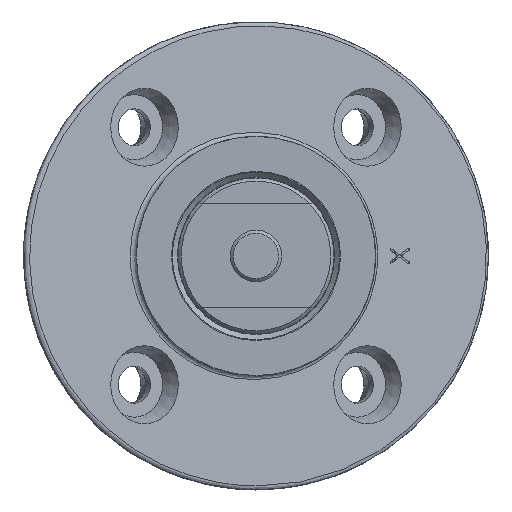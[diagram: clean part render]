
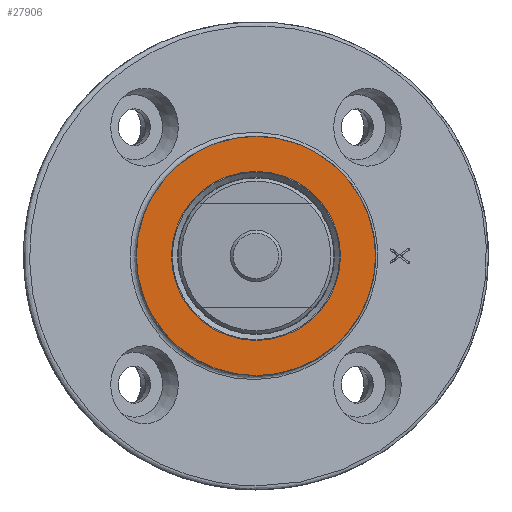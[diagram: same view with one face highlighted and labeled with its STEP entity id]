
A CAD part, front view. The second image highlights one B-rep face of the part: STEP entity #27906.
In plain terms, the highlighted planar face has unit normal (0, -1, 0).
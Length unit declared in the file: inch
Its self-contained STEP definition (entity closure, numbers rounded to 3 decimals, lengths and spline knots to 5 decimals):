
#11372 = EDGE_LOOP ( 'NONE', ( #57276 ) ) ;
#11930 = CARTESIAN_POINT ( 'NONE',  ( 0., 0., 0. ) ) ;
#19032 = DIRECTION ( 'NONE',  ( 0., -1., 0. ) ) ;
#20670 = PLANE ( 'NONE',  #45641 ) ;
#20829 = DIRECTION ( 'NONE',  ( 0., 0., -1. ) ) ;
#27317 = FACE_BOUND ( 'NONE', #11372, .T. ) ;
#27906 = ADVANCED_FACE ( 'NONE', ( #27317, #34846 ), #20670, .T. ) ;
#30161 = CIRCLE ( 'NONE', #67192, 0.8125 ) ;
#33107 = CARTESIAN_POINT ( 'NONE',  ( 1.15, 0., 0. ) ) ;
#34129 = DIRECTION ( 'NONE',  ( 0., -1., 0. ) ) ;
#34412 = DIRECTION ( 'NONE',  ( 0., -1., 0. ) ) ;
#34846 = FACE_OUTER_BOUND ( 'NONE', #52131, .T. ) ;
#36183 = EDGE_CURVE ( 'NONE', #87087, #87087, #68012, .T. ) ;
#40882 = VERTEX_POINT ( 'NONE', #63049 ) ;
#45641 = AXIS2_PLACEMENT_3D ( 'NONE', #33107, #34412, #53499 ) ;
#46653 = CARTESIAN_POINT ( 'NONE',  ( 0., 0., -1.15 ) ) ;
#47123 = ORIENTED_EDGE ( 'NONE', *, *, #36183, .T. ) ;
#52131 = EDGE_LOOP ( 'NONE', ( #47123 ) ) ;
#53499 = DIRECTION ( 'NONE',  ( 0., 0., -1. ) ) ;
#57276 = ORIENTED_EDGE ( 'NONE', *, *, #61578, .F. ) ;
#61578 = EDGE_CURVE ( 'NONE', #40882, #40882, #30161, .T. ) ;
#63049 = CARTESIAN_POINT ( 'NONE',  ( 0., 0., -0.8125 ) ) ;
#67192 = AXIS2_PLACEMENT_3D ( 'NONE', #11930, #19032, #87380 ) ;
#68012 = CIRCLE ( 'NONE', #70851, 1.15 ) ;
#70851 = AXIS2_PLACEMENT_3D ( 'NONE', #87826, #34129, #20829 ) ;
#87087 = VERTEX_POINT ( 'NONE', #46653 ) ;
#87380 = DIRECTION ( 'NONE',  ( 0., 0., -1. ) ) ;
#87826 = CARTESIAN_POINT ( 'NONE',  ( 0., 0., 0. ) ) ;
